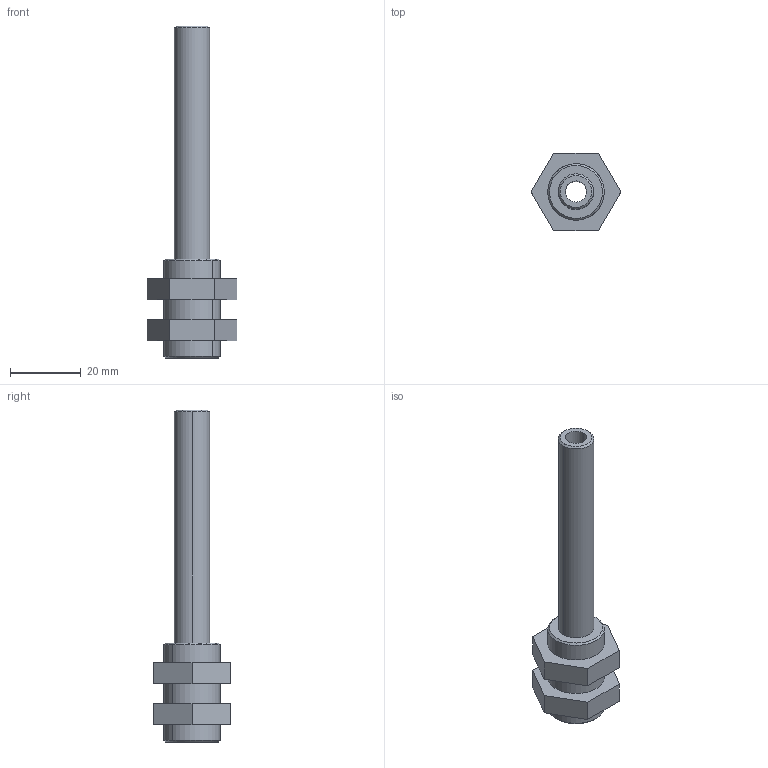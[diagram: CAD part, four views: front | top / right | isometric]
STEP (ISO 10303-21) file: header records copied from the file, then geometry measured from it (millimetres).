
FILE_DESCRIPTION(('STEP AP214'),'1');
FILE_NAME('COVAL_TS230N.stp','2017-12-27T18:46:52',('TraceParts'),('TraceParts S.A.'),'Spatial InterOp 3D',' ',' ');
FILE_SCHEMA(('automotive_design'));
Length unit declared in the file: millimetre
Products named in the file (4): COVAL_TS230N_1; COVAL_TS230N_2; COVAL_TS230N_3; COVAL_TS230N_4
Bounding box: 25.4 x 22 x 94 mm (x, y, z)
Volume: 9444.2 mm3; surface area: 9397 mm2
Topology: 3 solids, 11 shells, 38 faces, 104 edges, 80 vertices
Faces by surface type: plane 20, cylinder 10, cone 8
Entity records: 1585 total; most frequent: CARTESIAN_POINT 226, DIRECTION 220, ORIENTED_EDGE 168, EDGE_CURVE 104, VERTEX_POINT 80, AXIS2_PLACEMENT_3D 74, LINE 72, VECTOR 72
